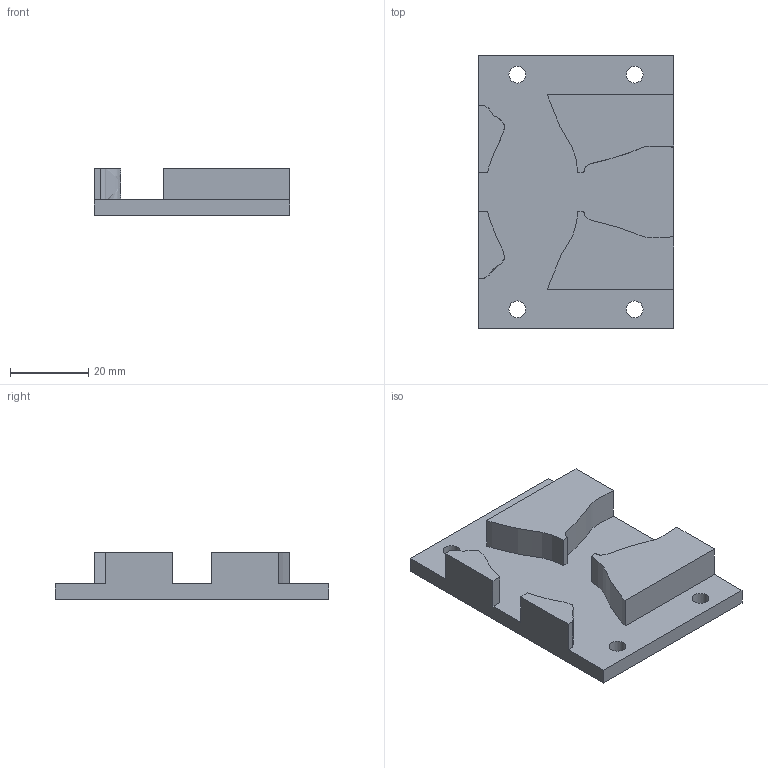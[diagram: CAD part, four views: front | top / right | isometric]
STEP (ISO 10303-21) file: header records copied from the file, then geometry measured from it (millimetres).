
FILE_DESCRIPTION(/* description */ ('Unknown'),/* implementation_level */ '2;1');
FILE_NAME(/* name */ 'smp_sym50',/* time_stamp */ '2025-07-29T13:09:08+02:00',/* author */ ('Unknown'),/* organization */ ('Unknown'),/* preprocessor_version */ 'ST-DEVELOPER v20',/* originating_system */ 'Solid Edge',/* authorisation */ 'Unknown');
FILE_SCHEMA (('AUTOMOTIVE_DESIGN {1 0 10303 214 3 1 1}'));
Length unit declared in the file: millimetre
Products named in the file (1): smp_sym50
Bounding box: 50 x 70 x 12 mm (x, y, z)
Volume: 22184.2 mm3; surface area: 10223.2 mm2
Topology: 1 solids, 1 shells, 28 faces, 82 edges, 56 vertices
Faces by surface type: plane 18, bspline 6, cylinder 4
Full cylindrical faces by diameter (mm): 4.3 x4
Entity records: 1460 total; most frequent: CARTESIAN_POINT 741, ORIENTED_EDGE 148, DIRECTION 116, EDGE_CURVE 74, LINE 54, VECTOR 54, VERTEX_POINT 52, EDGE_LOOP 40
